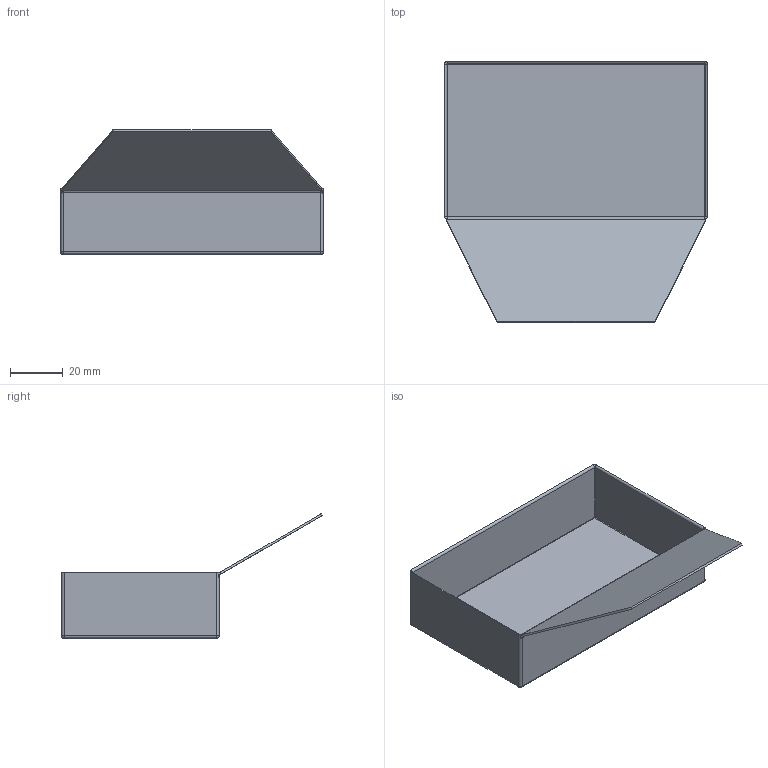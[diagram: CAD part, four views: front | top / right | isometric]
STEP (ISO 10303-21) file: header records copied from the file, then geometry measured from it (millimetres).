
FILE_DESCRIPTION(('STEP AP203'), '1');
FILE_NAME('08.08 Êîðîáêà', '', ('UNSPECIFIED'), ('UNSPECIFIED'), 'ASCON STEP Converter 1.6', 'ASCON Math Kernel', '');
FILE_SCHEMA(('CONFIG_CONTROL_DESIGN'));
Length unit declared in the file: millimetre
Products named in the file (1): 08.0819
Bounding box: 100 x 99.37 x 47.5 mm (x, y, z)
Volume: 13688.4 mm3; surface area: 34487.4 mm2
Topology: 1 solids, 1 shells, 56 faces, 128 edges, 66 vertices
Faces by surface type: cylinder 25, plane 17, sphere 8, torus 4, bspline 2
Entity records: 2102 total; most frequent: CARTESIAN_POINT 429, DIRECTION 260, ORIENTED_EDGE 240, EDGE_CURVE 120, AXIS2_PLACEMENT_3D 99, VERTEX_POINT 66, LINE 62, VECTOR 62
